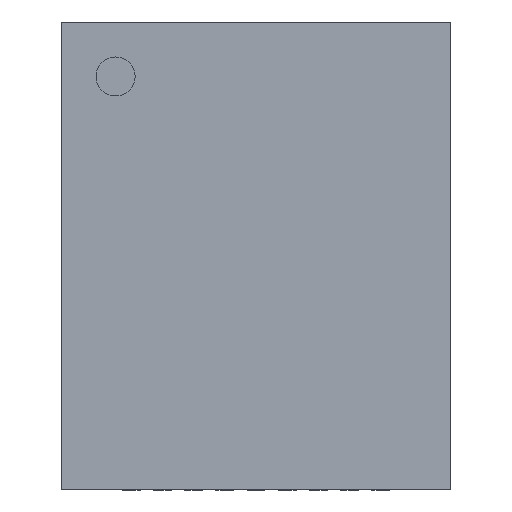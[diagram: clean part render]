
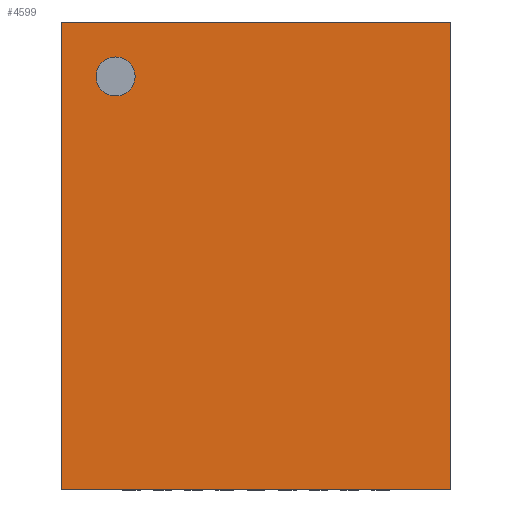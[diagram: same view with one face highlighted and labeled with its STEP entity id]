
A CAD part, top view. The second image highlights one B-rep face of the part: STEP entity #4599.
In plain terms, the highlighted planar face has unit normal (0, 0, 1).
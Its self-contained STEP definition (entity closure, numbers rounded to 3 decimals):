
#12=DIRECTION('',(0.,0.,1.));
#74=DIRECTION('',(0.,0.,-1.));
#158=VECTOR('',#159,1.);
#159=DIRECTION('',(1.,0.,0.));
#165=VECTOR('',#166,1.);
#166=DIRECTION('',(0.,-1.,0.));
#1177=EDGE_CURVE('',#1178,#1180,#1182,.T.);
#1178=VERTEX_POINT('',#1179);
#1179=CARTESIAN_POINT('',(-2.49,-2.99,1.));
#1180=VERTEX_POINT('',#1181);
#1181=CARTESIAN_POINT('',(2.49,-2.99,1.));
#1182=LINE('',#1179,#158);
#1334=ORIENTED_EDGE('',*,*,#1335,.F.);
#1335=EDGE_CURVE('',#1336,#1338,#1340,.T.);
#1336=VERTEX_POINT('',#1337);
#1337=CARTESIAN_POINT('',(-2.49,2.99,1.));
#1338=VERTEX_POINT('',#1339);
#1339=CARTESIAN_POINT('',(2.49,2.99,1.));
#1340=LINE('',#1337,#158);
#1508=ORIENTED_EDGE('',*,*,#1509,.T.);
#1509=EDGE_CURVE('',#1336,#1178,#1510,.T.);
#1510=LINE('',#1337,#165);
#2887=EDGE_CURVE('',#1338,#1180,#2888,.T.);
#2888=LINE('',#1339,#165);
#4599=ADVANCED_FACE('',(#4600,#4604),#4613,.T.);
#4600=FACE_BOUND('',#4601,.T.);
#4601=EDGE_LOOP('',(#1334,#1508,#4602,#4603));
#4602=ORIENTED_EDGE('',*,*,#1177,.T.);
#4603=ORIENTED_EDGE('',*,*,#2887,.F.);
#4604=FACE_BOUND('',#4605,.T.);
#4605=EDGE_LOOP('',(#4606));
#4606=ORIENTED_EDGE('',*,*,#4607,.T.);
#4607=EDGE_CURVE('',#4608,#4608,#4610,.T.);
#4608=VERTEX_POINT('',#4609);
#4609=CARTESIAN_POINT('',(-1.8,2.05,1.));
#4610=CIRCLE('',#4611,0.25);
#4611=AXIS2_PLACEMENT_3D('',#4612,#74,#166);
#4612=CARTESIAN_POINT('',(-1.8,2.3,1.));
#4613=PLANE('',#4614);
#4614=AXIS2_PLACEMENT_3D('',#1337,#12,#166);
